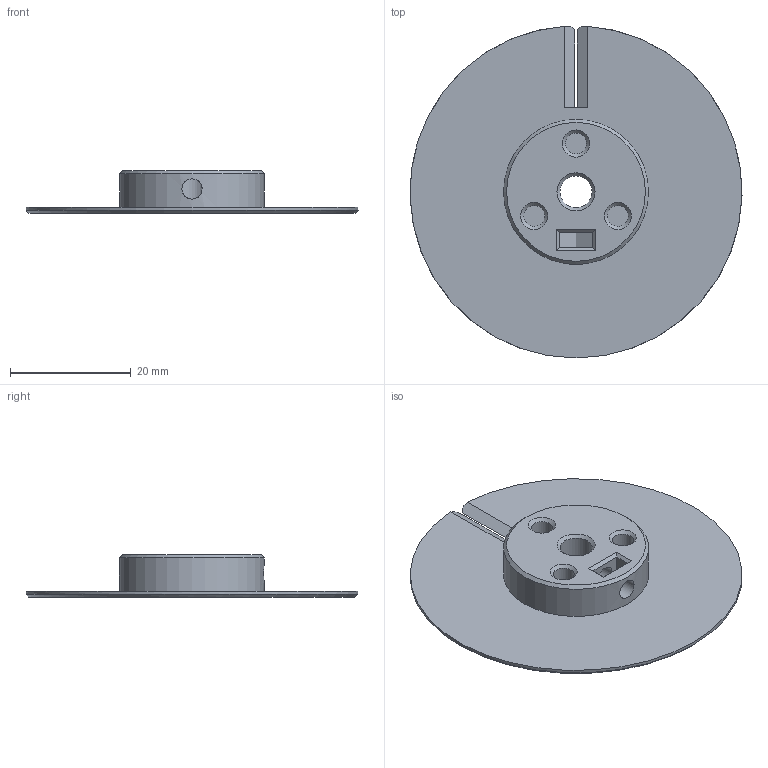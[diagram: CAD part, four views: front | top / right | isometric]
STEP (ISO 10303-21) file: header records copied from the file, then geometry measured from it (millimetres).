
FILE_DESCRIPTION(/* description */ ('Alibre Inc.'),/* implementation_level */ '2;1');
FILE_NAME(/* name */ 'export0',/* time_stamp */ '2015-07-11T14:23:05+12:00',/* author */ (''),/* organization */ (''),/* preprocessor_version */ 'ST-DEVELOPER v14',/* originating_system */ 'Alibre',/* authorisation */ '');
FILE_SCHEMA (('CONFIG_CONTROL_DESIGN'));
Length unit declared in the file: centimetre
Products named in the file (1): ID_1
Bounding box: 54.99 x 54.97 x 7 mm (x, y, z)
Volume: 4398.1 mm3; surface area: 5735.4 mm2
Topology: 1 solids, 1 shells, 79 faces, 183 edges, 114 vertices
Faces by surface type: plane 58, cylinder 12, cone 7, bspline 2
Full cylindrical faces by diameter (mm): 3.35 x2, 3.5 x3, 5.3 x1, 24 x1
Entity records: 2445 total; most frequent: CARTESIAN_POINT 734, ORIENTED_EDGE 332, DIRECTION 259, EDGE_CURVE 166, VECTOR 123, LINE 123, VERTEX_POINT 110, EDGE_LOOP 106
